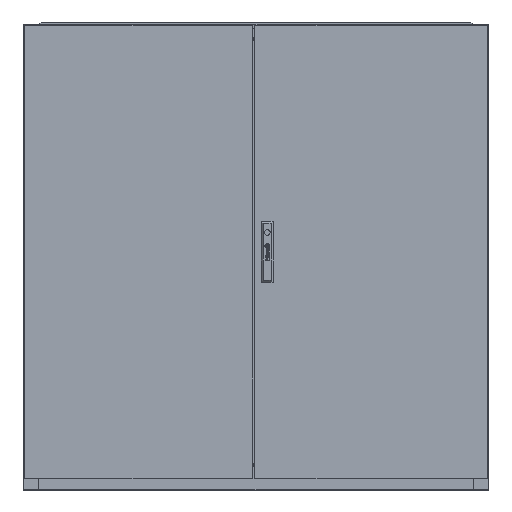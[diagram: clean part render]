
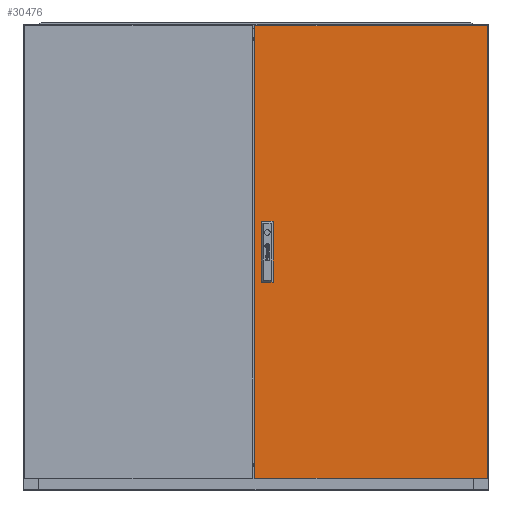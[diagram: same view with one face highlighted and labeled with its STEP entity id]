
A CAD part, top view. The second image highlights one B-rep face of the part: STEP entity #30476.
In plain terms, the highlighted planar face has unit normal (0, 0, 1).
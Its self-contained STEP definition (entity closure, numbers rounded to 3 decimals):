
#3246 = CARTESIAN_POINT ( 'NONE',  ( -300., 583.5, 0. ) ) ;
#3526 = LINE ( 'NONE', #97496, #113114 ) ;
#4643 = AXIS2_PLACEMENT_3D ( 'NONE', #130509, #38229, #110247 ) ;
#4679 = EDGE_CURVE ( 'NONE', #105805, #5346, #4861, .T. ) ;
#4861 = LINE ( 'NONE', #50214, #56455 ) ;
#5346 = VERTEX_POINT ( 'NONE', #33997 ) ;
#9489 = LINE ( 'NONE', #40172, #64301 ) ;
#10021 = EDGE_CURVE ( 'NONE', #86345, #24402, #33378, .T. ) ;
#12431 = EDGE_CURVE ( 'NONE', #5346, #133422, #65005, .T. ) ;
#13302 = CARTESIAN_POINT ( 'NONE',  ( 300., 583.5, 0. ) ) ;
#17915 = LINE ( 'NONE', #71000, #96875 ) ;
#19119 = ORIENTED_EDGE ( 'NONE', *, *, #41219, .T. ) ;
#19472 = DIRECTION ( 'NONE',  ( -1., 0., 0. ) ) ;
#21615 = VERTEX_POINT ( 'NONE', #13302 ) ;
#24402 = VERTEX_POINT ( 'NONE', #62161 ) ;
#24990 = LINE ( 'NONE', #38620, #103968 ) ;
#25046 = EDGE_CURVE ( 'NONE', #129470, #24402, #89829, .T. ) ;
#28169 = CARTESIAN_POINT ( 'NONE',  ( 300., -583.5, 0. ) ) ;
#29784 = ORIENTED_EDGE ( 'NONE', *, *, #10021, .F. ) ;
#30476 = ADVANCED_FACE ( 'NONE', ( #62687, #117513 ), #99950, .T. ) ;
#31839 = DIRECTION ( 'NONE',  ( 0., -1., 0. ) ) ;
#33378 = LINE ( 'NONE', #58048, #112305 ) ;
#33997 = CARTESIAN_POINT ( 'NONE',  ( -300., -583.5, 0. ) ) ;
#35055 = DIRECTION ( 'NONE',  ( 1., 0., 0. ) ) ;
#35123 = VERTEX_POINT ( 'NONE', #123415 ) ;
#35250 = ORIENTED_EDGE ( 'NONE', *, *, #74155, .T. ) ;
#36577 = CARTESIAN_POINT ( 'NONE',  ( -252.8, 78.5, 0. ) ) ;
#37357 = DIRECTION ( 'NONE',  ( 1., 0., 0. ) ) ;
#38229 = DIRECTION ( 'NONE',  ( 0., 0., 1. ) ) ;
#38620 = CARTESIAN_POINT ( 'NONE',  ( -283.2, 78.5, 0. ) ) ;
#40172 = CARTESIAN_POINT ( 'NONE',  ( -300., 583.5, 0. ) ) ;
#40820 = VECTOR ( 'NONE', #35055, 1000. ) ;
#41219 = EDGE_CURVE ( 'NONE', #133422, #21615, #3526, .T. ) ;
#49357 = ORIENTED_EDGE ( 'NONE', *, *, #12431, .T. ) ;
#50214 = CARTESIAN_POINT ( 'NONE',  ( -300., 583.5, 0. ) ) ;
#56455 = VECTOR ( 'NONE', #81238, 1000. ) ;
#58048 = CARTESIAN_POINT ( 'NONE',  ( -283.2, -78.5, 0. ) ) ;
#62161 = CARTESIAN_POINT ( 'NONE',  ( -252.8, -78.5, 0. ) ) ;
#62687 = FACE_OUTER_BOUND ( 'NONE', #95552, .T. ) ;
#63354 = CARTESIAN_POINT ( 'NONE',  ( -252.8, 0., 0. ) ) ;
#64301 = VECTOR ( 'NONE', #19472, 1000. ) ;
#65005 = LINE ( 'NONE', #117482, #40820 ) ;
#67045 = CARTESIAN_POINT ( 'NONE',  ( -283.2, -78.5, 0. ) ) ;
#69465 = EDGE_LOOP ( 'NONE', ( #96465, #35250, #111167, #29784 ) ) ;
#71000 = CARTESIAN_POINT ( 'NONE',  ( -283.2, 0., 0. ) ) ;
#74155 = EDGE_CURVE ( 'NONE', #35123, #129470, #24990, .T. ) ;
#81238 = DIRECTION ( 'NONE',  ( 0., -1., 0. ) ) ;
#81319 = DIRECTION ( 'NONE',  ( 0., -1., 0. ) ) ;
#82250 = EDGE_CURVE ( 'NONE', #35123, #86345, #17915, .T. ) ;
#82842 = EDGE_CURVE ( 'NONE', #21615, #105805, #9489, .T. ) ;
#86345 = VERTEX_POINT ( 'NONE', #67045 ) ;
#86567 = VECTOR ( 'NONE', #31839, 1000. ) ;
#89829 = LINE ( 'NONE', #63354, #86567 ) ;
#95552 = EDGE_LOOP ( 'NONE', ( #19119, #102813, #103724, #49357 ) ) ;
#96465 = ORIENTED_EDGE ( 'NONE', *, *, #82250, .F. ) ;
#96875 = VECTOR ( 'NONE', #81319, 1000. ) ;
#97496 = CARTESIAN_POINT ( 'NONE',  ( 300., 583.5, 0. ) ) ;
#99950 = PLANE ( 'NONE',  #4643 ) ;
#102813 = ORIENTED_EDGE ( 'NONE', *, *, #82842, .T. ) ;
#103724 = ORIENTED_EDGE ( 'NONE', *, *, #4679, .T. ) ;
#103968 = VECTOR ( 'NONE', #130904, 1000. ) ;
#105805 = VERTEX_POINT ( 'NONE', #3246 ) ;
#107813 = DIRECTION ( 'NONE',  ( 0., 1., 0. ) ) ;
#110247 = DIRECTION ( 'NONE',  ( 1., 0., 0. ) ) ;
#111167 = ORIENTED_EDGE ( 'NONE', *, *, #25046, .T. ) ;
#112305 = VECTOR ( 'NONE', #37357, 1000. ) ;
#113114 = VECTOR ( 'NONE', #107813, 1000. ) ;
#117482 = CARTESIAN_POINT ( 'NONE',  ( -300., -583.5, 0. ) ) ;
#117513 = FACE_BOUND ( 'NONE', #69465, .T. ) ;
#123415 = CARTESIAN_POINT ( 'NONE',  ( -283.2, 78.5, 0. ) ) ;
#129470 = VERTEX_POINT ( 'NONE', #36577 ) ;
#130509 = CARTESIAN_POINT ( 'NONE',  ( 0., 0., 0. ) ) ;
#130904 = DIRECTION ( 'NONE',  ( 1., 0., 0. ) ) ;
#133422 = VERTEX_POINT ( 'NONE', #28169 ) ;
